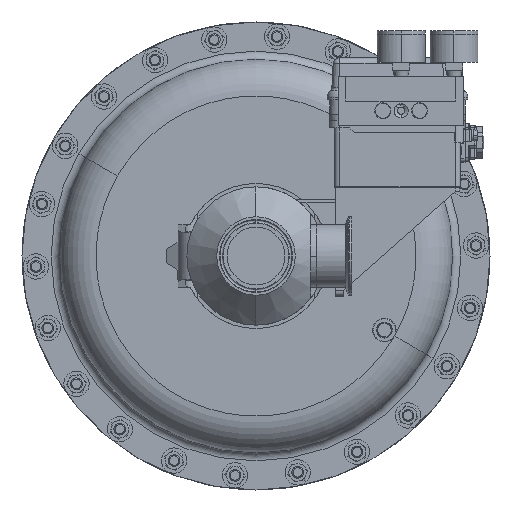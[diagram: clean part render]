
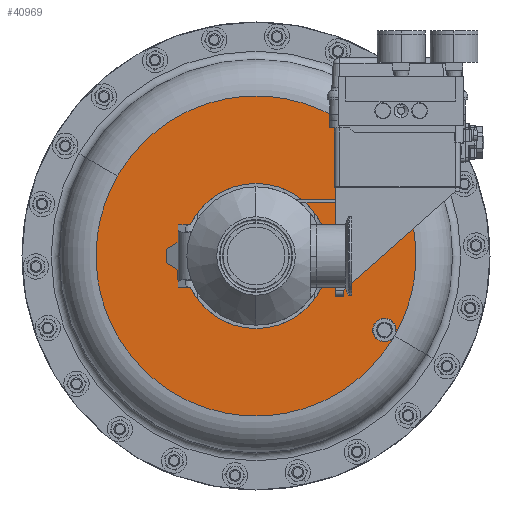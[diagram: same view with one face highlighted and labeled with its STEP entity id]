
A CAD part, front view. The second image highlights one B-rep face of the part: STEP entity #40969.
In plain terms, the highlighted planar face has unit normal (0, -1, 0).
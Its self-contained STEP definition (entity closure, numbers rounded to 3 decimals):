
#285 = ORIENTED_EDGE ( 'NONE', *, *, #39237, .F. ) ;
#1238 = ORIENTED_EDGE ( 'NONE', *, *, #47561, .T. ) ;
#2941 = EDGE_CURVE ( 'NONE', #45218, #21437, #23453, .T. ) ;
#6043 = ORIENTED_EDGE ( 'NONE', *, *, #38453, .F. ) ;
#6432 = VERTEX_POINT ( 'NONE', #33001 ) ;
#6812 = CIRCLE ( 'NONE', #23505, 2.325 ) ;
#8091 = ORIENTED_EDGE ( 'NONE', *, *, #31977, .F. ) ;
#8890 = DIRECTION ( 'NONE',  ( 0., 0., -1. ) ) ;
#9709 = FACE_BOUND ( 'NONE', #31973, .T. ) ;
#10313 = CIRCLE ( 'NONE', #20825, 5.125 ) ;
#11452 = CARTESIAN_POINT ( 'NONE',  ( 0., 9.66, 0. ) ) ;
#14737 = AXIS2_PLACEMENT_3D ( 'NONE', #16107, #44696, #54600 ) ;
#15230 = ORIENTED_EDGE ( 'NONE', *, *, #54752, .F. ) ;
#16107 = CARTESIAN_POINT ( 'NONE',  ( 0., 9.66, 0. ) ) ;
#17877 = CIRCLE ( 'NONE', #14737, 2.325 ) ;
#19585 = CARTESIAN_POINT ( 'NONE',  ( 4.093, 9.66, -2.001 ) ) ;
#20825 = AXIS2_PLACEMENT_3D ( 'NONE', #44846, #49892, #54135 ) ;
#21437 = VERTEX_POINT ( 'NONE', #19585 ) ;
#21506 = CARTESIAN_POINT ( 'NONE',  ( -4.438, 9.66, 2.563 ) ) ;
#21661 = VERTEX_POINT ( 'NONE', #21506 ) ;
#21886 = CIRCLE ( 'NONE', #22042, 0.375 ) ;
#22042 = AXIS2_PLACEMENT_3D ( 'NONE', #52995, #48161, #25578 ) ;
#22992 = CARTESIAN_POINT ( 'NONE',  ( 4.134, 9.66, -2.749 ) ) ;
#23453 = CIRCLE ( 'NONE', #48363, 0.375 ) ;
#23505 = AXIS2_PLACEMENT_3D ( 'NONE', #36620, #45734, #8890 ) ;
#24519 = DIRECTION ( 'NONE',  ( 0., 1., 0. ) ) ;
#25085 = AXIS2_PLACEMENT_3D ( 'NONE', #36464, #32061, #32470 ) ;
#25549 = EDGE_LOOP ( 'NONE', ( #15230, #34087, #33032, #1238, #285 ) ) ;
#25578 = DIRECTION ( 'NONE',  ( 0.055, 0., -0.998 ) ) ;
#27023 = CARTESIAN_POINT ( 'NONE',  ( 0., 9.66, 2.325 ) ) ;
#28106 = AXIS2_PLACEMENT_3D ( 'NONE', #11452, #34980, #29768 ) ;
#28535 = CARTESIAN_POINT ( 'NONE',  ( 4.114, 9.66, -2.375 ) ) ;
#29768 = DIRECTION ( 'NONE',  ( 0.866, 0., -0.5 ) ) ;
#31823 = CIRCLE ( 'NONE', #28106, 5.125 ) ;
#31973 = EDGE_LOOP ( 'NONE', ( #6043, #8091 ) ) ;
#31977 = EDGE_CURVE ( 'NONE', #48346, #33367, #17877, .T. ) ;
#32061 = DIRECTION ( 'NONE',  ( 0., 1., 0. ) ) ;
#32470 = DIRECTION ( 'NONE',  ( 0.055, 0., -0.998 ) ) ;
#33001 = CARTESIAN_POINT ( 'NONE',  ( 4.438, 9.66, -2.562 ) ) ;
#33032 = ORIENTED_EDGE ( 'NONE', *, *, #2941, .T. ) ;
#33367 = VERTEX_POINT ( 'NONE', #54847 ) ;
#34087 = ORIENTED_EDGE ( 'NONE', *, *, #38797, .T. ) ;
#34980 = DIRECTION ( 'NONE',  ( 0., 1., 0. ) ) ;
#36464 = CARTESIAN_POINT ( 'NONE',  ( 4.114, 9.66, -2.375 ) ) ;
#36620 = CARTESIAN_POINT ( 'NONE',  ( 0., 9.66, 0. ) ) ;
#38395 = DIRECTION ( 'NONE',  ( 0.055, 0., -0.998 ) ) ;
#38453 = EDGE_CURVE ( 'NONE', #33367, #48346, #6812, .T. ) ;
#38797 = EDGE_CURVE ( 'NONE', #6432, #45218, #49294, .T. ) ;
#38977 = DIRECTION ( 'NONE',  ( -0.866, 0., 0.5 ) ) ;
#39237 = EDGE_CURVE ( 'NONE', #21661, #6432, #10313, .T. ) ;
#39582 = DIRECTION ( 'NONE',  ( 0., -1., 0. ) ) ;
#40969 = ADVANCED_FACE ( 'NONE', ( #9709, #48580 ), #43626, .T. ) ;
#43626 = PLANE ( 'NONE',  #53360 ) ;
#44696 = DIRECTION ( 'NONE',  ( 0., -1., 0. ) ) ;
#44846 = CARTESIAN_POINT ( 'NONE',  ( 0., 9.66, 0. ) ) ;
#45218 = VERTEX_POINT ( 'NONE', #22992 ) ;
#45734 = DIRECTION ( 'NONE',  ( 0., -1., 0. ) ) ;
#47561 = EDGE_CURVE ( 'NONE', #21437, #6432, #21886, .T. ) ;
#48161 = DIRECTION ( 'NONE',  ( 0., 1., 0. ) ) ;
#48346 = VERTEX_POINT ( 'NONE', #27023 ) ;
#48363 = AXIS2_PLACEMENT_3D ( 'NONE', #28535, #24519, #38395 ) ;
#48580 = FACE_OUTER_BOUND ( 'NONE', #25549, .T. ) ;
#49294 = CIRCLE ( 'NONE', #25085, 0.375 ) ;
#49892 = DIRECTION ( 'NONE',  ( 0., 1., 0. ) ) ;
#52995 = CARTESIAN_POINT ( 'NONE',  ( 4.114, 9.66, -2.375 ) ) ;
#53360 = AXIS2_PLACEMENT_3D ( 'NONE', #57757, #39582, #38977 ) ;
#54135 = DIRECTION ( 'NONE',  ( 0.866, 0., -0.5 ) ) ;
#54600 = DIRECTION ( 'NONE',  ( 0., 0., -1. ) ) ;
#54752 = EDGE_CURVE ( 'NONE', #6432, #21661, #31823, .T. ) ;
#54847 = CARTESIAN_POINT ( 'NONE',  ( 0., 9.66, -2.325 ) ) ;
#57757 = CARTESIAN_POINT ( 'NONE',  ( -2.563, 9.66, -4.438 ) ) ;
